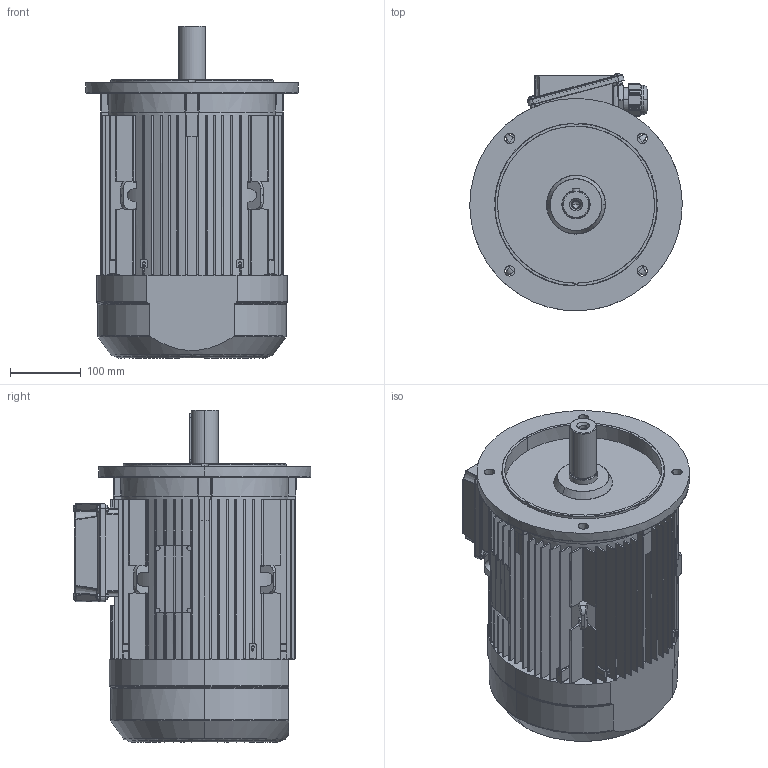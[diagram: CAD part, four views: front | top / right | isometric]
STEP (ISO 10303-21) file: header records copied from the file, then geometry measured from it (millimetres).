
FILE_DESCRIPTION (( 'STEP AP203' ), '1' );
FILE_NAME ('A-132M B5_WOL.STEP', '2019-07-19T13:08:21', ( '' ), ( '' ), 'SwSTEP 2.0', 'SolidWorks 2018', '' );
FILE_SCHEMA (( 'CONFIG_CONTROL_DESIGN' ));
Length unit declared in the file: millimetre
Products named in the file (1): A-132M B5_WOL
Bounding box: 300 x 335.75 x 469 mm (x, y, z)
Volume: 19251662.9 mm3; surface area: 977167.7 mm2
Topology: 2 solids, 2 shells, 4942 faces, 13276 edges, 8647 vertices
Faces by surface type: plane 2452, cylinder 1919, bspline 378, cone 193
Entity records: 203477 total; most frequent: CARTESIAN_POINT 93149, ORIENTED_EDGE 26494, DIRECTION 17055, EDGE_CURVE 13247, VERTEX_POINT 8647, VECTOR 6209, LINE 6209, B_SPLINE_CURVE_WITH_KNOTS 5919
